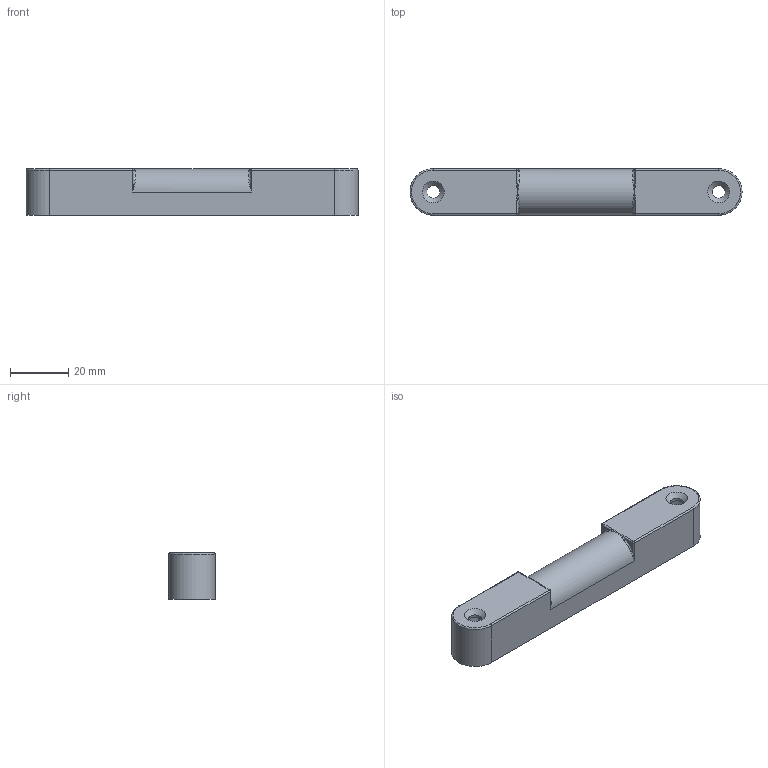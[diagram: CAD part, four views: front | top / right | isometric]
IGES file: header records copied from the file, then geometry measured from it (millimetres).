
Global section: file name: 620003.stp.iam; native system: Autodesk Inventor 2014; preprocessor: unknown; author: zeman; date: 20151016.110618; units: millimetre
Bounding box: 114 x 16 x 16 mm (x, y, z)
Volume: 15977.9 mm3; surface area: 12058 mm2
Topology: 2 solids, 2 shells, 102 faces, 261 edges, 144 vertices
Faces by surface type: plane 46, revolution 21, bspline 16, cylinder 15, sphere 4
